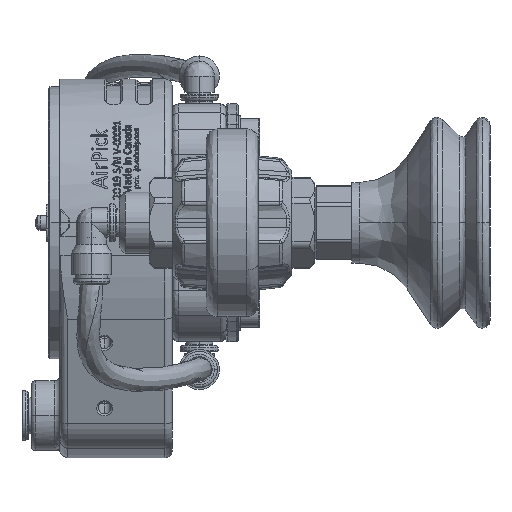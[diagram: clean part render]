
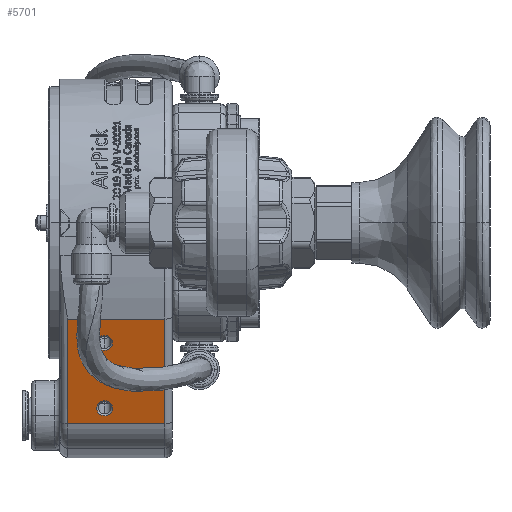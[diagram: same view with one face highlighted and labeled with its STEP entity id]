
A CAD part, left-side view. The second image highlights one B-rep face of the part: STEP entity #5701.
In plain terms, the highlighted face is planar.
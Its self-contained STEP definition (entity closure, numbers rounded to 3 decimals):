
#5701 = ADVANCED_FACE ( 'NONE', ( #13112, #68922, #15330 ), #67800, .F. ) ;
#6870 = CARTESIAN_POINT ( 'NONE',  ( 33.269, 43.755, -25.093 ) ) ;
#8558 = CARTESIAN_POINT ( 'NONE',  ( 26.07, 28.105, -46.422 ) ) ;
#10720 = ORIENTED_EDGE ( 'NONE', *, *, #44901, .T. ) ;
#12228 = DIRECTION ( 'NONE',  ( 0.32, 0., 0.947 ) ) ;
#13112 = FACE_BOUND ( 'NONE', #139689, .T. ) ;
#13234 = AXIS2_PLACEMENT_3D ( 'NONE', #169561, #98955, #12228 ) ;
#15330 = FACE_OUTER_BOUND ( 'NONE', #181344, .T. ) ;
#15668 = CARTESIAN_POINT ( 'NONE',  ( 31.171, 28.105, -31.31 ) ) ;
#16848 = CARTESIAN_POINT ( 'NONE',  ( 30.515, 28.105, -33.252 ) ) ;
#25120 = DIRECTION ( 'NONE',  ( 0.947, 0., -0.32 ) ) ;
#26775 = ORIENTED_EDGE ( 'NONE', *, *, #175027, .F. ) ;
#36411 = CARTESIAN_POINT ( 'NONE',  ( 33.269, 16.455, -25.093 ) ) ;
#38706 = ORIENTED_EDGE ( 'NONE', *, *, #104280, .T. ) ;
#43558 = CARTESIAN_POINT ( 'NONE',  ( 24.067, 18.455, -52.358 ) ) ;
#44901 = EDGE_CURVE ( 'NONE', #136828, #191628, #71599, .T. ) ;
#48778 = EDGE_CURVE ( 'NONE', #197240, #101490, #111500, .T. ) ;
#49048 = DIRECTION ( 'NONE',  ( 0.32, 0., 0.947 ) ) ;
#54067 = EDGE_CURVE ( 'NONE', #191628, #87785, #128866, .T. ) ;
#54674 = LINE ( 'NONE', #36411, #184195 ) ;
#58048 = AXIS2_PLACEMENT_3D ( 'NONE', #81052, #25120, #111805 ) ;
#59452 = DIRECTION ( 'NONE',  ( 0.947, 0., -0.32 ) ) ;
#60029 = DIRECTION ( 'NONE',  ( 0., -1., 0. ) ) ;
#60682 = LINE ( 'NONE', #43558, #76103 ) ;
#67800 = PLANE ( 'NONE',  #152602 ) ;
#68922 = FACE_BOUND ( 'NONE', #150310, .T. ) ;
#71599 = LINE ( 'NONE', #184303, #208902 ) ;
#76103 = VECTOR ( 'NONE', #198559, 1000. ) ;
#78516 = CARTESIAN_POINT ( 'NONE',  ( 24.759, 28.105, -50.307 ) ) ;
#79755 = VECTOR ( 'NONE', #144830, 1000. ) ;
#81052 = CARTESIAN_POINT ( 'NONE',  ( 25.414, 28.105, -48.364 ) ) ;
#81842 = EDGE_CURVE ( 'NONE', #124523, #220352, #108977, .T. ) ;
#87785 = VERTEX_POINT ( 'NONE', #213954 ) ;
#92981 = EDGE_CURVE ( 'NONE', #87785, #101899, #54674, .T. ) ;
#96908 = ORIENTED_EDGE ( 'NONE', *, *, #81842, .F. ) ;
#98955 = DIRECTION ( 'NONE',  ( 0.947, 0., -0.32 ) ) ;
#101490 = VERTEX_POINT ( 'NONE', #16848 ) ;
#101899 = VERTEX_POINT ( 'NONE', #165490 ) ;
#104280 = EDGE_CURVE ( 'NONE', #101899, #136828, #60682, .T. ) ;
#108977 = CIRCLE ( 'NONE', #58048, 2.05 ) ;
#109646 = CARTESIAN_POINT ( 'NONE',  ( 24.067, 43.755, -52.358 ) ) ;
#111500 = CIRCLE ( 'NONE', #198853, 2.05 ) ;
#111805 = DIRECTION ( 'NONE',  ( 0.32, 0., 0.947 ) ) ;
#123124 = CARTESIAN_POINT ( 'NONE',  ( 24.067, 18.455, -52.358 ) ) ;
#124523 = VERTEX_POINT ( 'NONE', #8558 ) ;
#127419 = ORIENTED_EDGE ( 'NONE', *, *, #54067, .T. ) ;
#128488 = DIRECTION ( 'NONE',  ( 0., 1., 0. ) ) ;
#128866 = LINE ( 'NONE', #6870, #79755 ) ;
#136515 = DIRECTION ( 'NONE',  ( 0.32, 0., 0.947 ) ) ;
#136828 = VERTEX_POINT ( 'NONE', #123124 ) ;
#137290 = DIRECTION ( 'NONE',  ( -0.947, 0., 0.32 ) ) ;
#139689 = EDGE_LOOP ( 'NONE', ( #96908, #174904 ) ) ;
#144830 = DIRECTION ( 'NONE',  ( 0.32, 0., 0.947 ) ) ;
#150310 = EDGE_LOOP ( 'NONE', ( #177256, #26775 ) ) ;
#151055 = CARTESIAN_POINT ( 'NONE',  ( 22.5, 16.455, -57. ) ) ;
#151562 = CIRCLE ( 'NONE', #13234, 2.05 ) ;
#152602 = AXIS2_PLACEMENT_3D ( 'NONE', #151055, #137290, #153269 ) ;
#153269 = DIRECTION ( 'NONE',  ( -0.32, 0., -0.947 ) ) ;
#153834 = DIRECTION ( 'NONE',  ( 0.947, 0., -0.32 ) ) ;
#154935 = CARTESIAN_POINT ( 'NONE',  ( 31.171, 28.105, -31.31 ) ) ;
#165490 = CARTESIAN_POINT ( 'NONE',  ( 33.269, 18.455, -25.093 ) ) ;
#169561 = CARTESIAN_POINT ( 'NONE',  ( 25.414, 28.105, -48.364 ) ) ;
#171099 = CIRCLE ( 'NONE', #203783, 2.05 ) ;
#174904 = ORIENTED_EDGE ( 'NONE', *, *, #219282, .F. ) ;
#175027 = EDGE_CURVE ( 'NONE', #101490, #197240, #171099, .T. ) ;
#177256 = ORIENTED_EDGE ( 'NONE', *, *, #48778, .F. ) ;
#181344 = EDGE_LOOP ( 'NONE', ( #207662, #38706, #10720, #127419 ) ) ;
#184195 = VECTOR ( 'NONE', #60029, 1000. ) ;
#184303 = CARTESIAN_POINT ( 'NONE',  ( 24.067, 16.455, -52.358 ) ) ;
#191628 = VERTEX_POINT ( 'NONE', #109646 ) ;
#197240 = VERTEX_POINT ( 'NONE', #212271 ) ;
#198559 = DIRECTION ( 'NONE',  ( -0.32, 0., -0.947 ) ) ;
#198853 = AXIS2_PLACEMENT_3D ( 'NONE', #154935, #153834, #49048 ) ;
#203783 = AXIS2_PLACEMENT_3D ( 'NONE', #15668, #59452, #136515 ) ;
#207662 = ORIENTED_EDGE ( 'NONE', *, *, #92981, .T. ) ;
#208902 = VECTOR ( 'NONE', #128488, 1000. ) ;
#212271 = CARTESIAN_POINT ( 'NONE',  ( 31.826, 28.105, -29.367 ) ) ;
#213954 = CARTESIAN_POINT ( 'NONE',  ( 33.269, 43.755, -25.093 ) ) ;
#219282 = EDGE_CURVE ( 'NONE', #220352, #124523, #151562, .T. ) ;
#220352 = VERTEX_POINT ( 'NONE', #78516 ) ;
